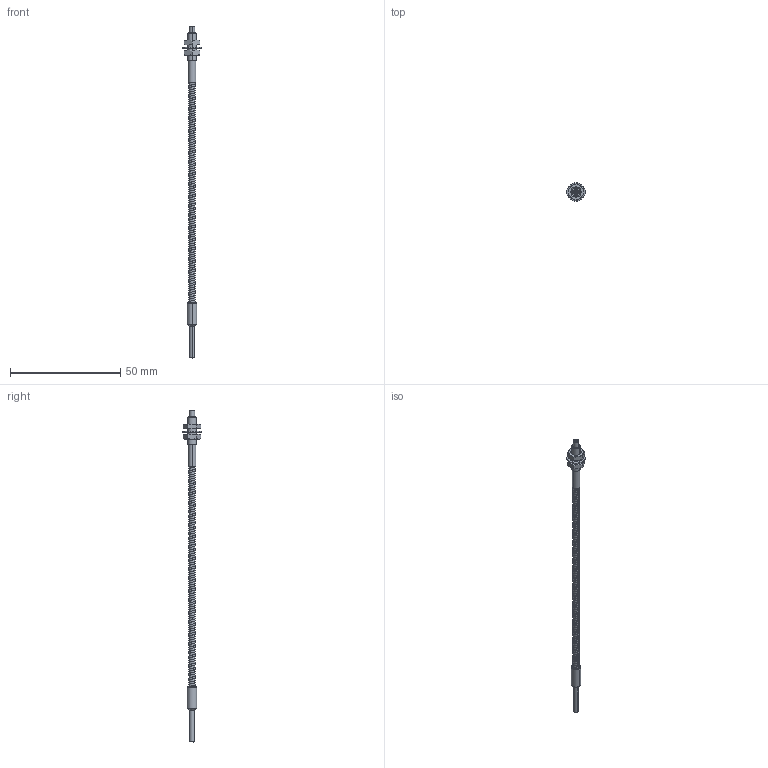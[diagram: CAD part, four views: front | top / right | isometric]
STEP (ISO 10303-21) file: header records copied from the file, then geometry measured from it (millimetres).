
FILE_DESCRIPTION((''),'2;1');
FILE_NAME('184514_ASM','2014-11-13T',('pdmadmin'),(''),'PRO/ENGINEER BY PARAMETRIC TECHNOLOGY CORPORATION, 2013230','PRO/ENGINEER BY PARAMETRIC TECHNOLOGY CORPORATION, 2013230','');
FILE_SCHEMA(('CONFIG_CONTROL_DESIGN'));
Length unit declared in the file: millimetre
Products named in the file (2): 93952; 184514_ASM
Assembly tree (1 placements, depth 2):
  184514_ASM
    93952
Bounding box: 8.3 x 8.3 x 150.7 mm (x, y, z)
Volume: 1174.9 mm3; surface area: 1855.2 mm2
Topology: 2 solids, 2 shells, 261 faces, 679 edges, 432 vertices
Faces by surface type: cylinder 134, plane 42, cone 42, bspline 40, torus 2, extrusion 1
Entity records: 17268 total; most frequent: CARTESIAN_POINT 11437, ORIENTED_EDGE 1358, DIRECTION 948, EDGE_CURVE 679, VERTEX_POINT 432, AXIS2_PLACEMENT_3D 347, B_SPLINE_CURVE_WITH_KNOTS 303, EDGE_LOOP 273
